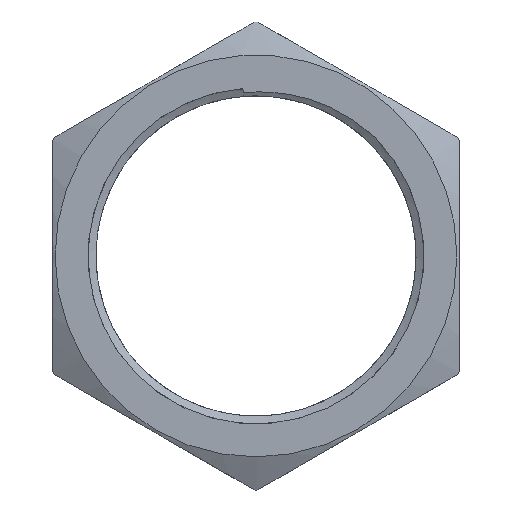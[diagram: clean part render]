
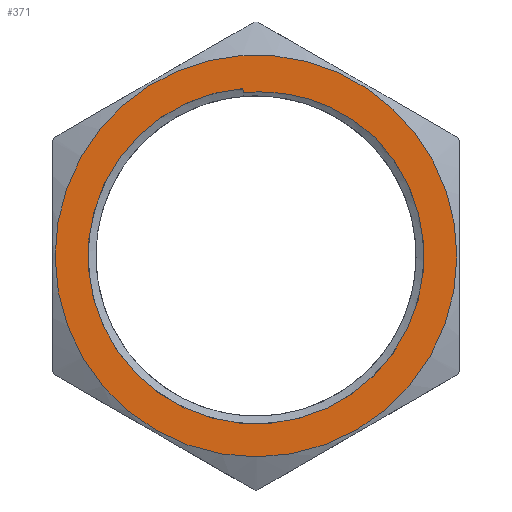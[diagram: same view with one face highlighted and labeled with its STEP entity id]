
A CAD part, top view. The second image highlights one B-rep face of the part: STEP entity #371.
In plain terms, the highlighted planar face has unit normal (0, 0, 1).
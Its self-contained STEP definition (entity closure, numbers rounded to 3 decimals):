
#18=FACE_BOUND('',#112,.T.);
#34=CIRCLE('',#384,16.511);
#36=CIRCLE('',#393,19.75);
#66=PLANE('',#415);
#87=FACE_OUTER_BOUND('',#111,.T.);
#111=EDGE_LOOP('',(#345));
#112=EDGE_LOOP('',(#346,#347,#348));
#114=LINE('',#736,#131);
#131=VECTOR('',#421,10.);
#153=B_SPLINE_CURVE_WITH_KNOTS('',3,(#1057,#1058,#1059,#1060,#1061,#1062,
#1063),.UNSPECIFIED.,.F.,.F.,(4,3,4),(-1.418,-0.784,
0.),.UNSPECIFIED.);
#158=VERTEX_POINT('',#734);
#159=VERTEX_POINT('',#735);
#163=VERTEX_POINT('',#950);
#188=VERTEX_POINT('',#1146);
#194=EDGE_CURVE('',#158,#159,#114,.T.);
#202=EDGE_CURVE('',#163,#158,#153,.T.);
#203=EDGE_CURVE('',#163,#159,#34,.T.);
#229=EDGE_CURVE('',#188,#188,#36,.T.);
#345=ORIENTED_EDGE('',*,*,#229,.F.);
#346=ORIENTED_EDGE('',*,*,#203,.T.);
#347=ORIENTED_EDGE('',*,*,#194,.F.);
#348=ORIENTED_EDGE('',*,*,#202,.F.);
#371=ADVANCED_FACE('',(#87,#18),#66,.T.);
#384=AXIS2_PLACEMENT_3D('',#1065,#431,#432);
#393=AXIS2_PLACEMENT_3D('',#1147,#461,#462);
#415=AXIS2_PLACEMENT_3D('',#1170,#505,#506);
#421=DIRECTION('',(-0.078,0.997,0.));
#431=DIRECTION('center_axis',(0.,0.,-1.));
#432=DIRECTION('ref_axis',(-1.,0.,0.));
#461=DIRECTION('center_axis',(0.,0.,-1.));
#462=DIRECTION('ref_axis',(-1.,0.,0.));
#505=DIRECTION('center_axis',(0.,0.,1.));
#506=DIRECTION('ref_axis',(1.,0.,0.));
#734=CARTESIAN_POINT('',(-1.255,16.034,4.75));
#735=CARTESIAN_POINT('',(-1.288,16.461,4.75));
#736=CARTESIAN_POINT('',(-0.634,8.099,4.75));
#950=CARTESIAN_POINT('',(11.726,11.624,4.75));
#1057=CARTESIAN_POINT('Ctrl Pts',(11.726,11.624,4.75));
#1058=CARTESIAN_POINT('Ctrl Pts',(10.192,13.079,4.75));
#1059=CARTESIAN_POINT('Ctrl Pts',(8.381,14.238,4.75));
#1060=CARTESIAN_POINT('Ctrl Pts',(6.417,15.008,4.75));
#1061=CARTESIAN_POINT('Ctrl Pts',(3.989,15.96,4.75));
#1062=CARTESIAN_POINT('Ctrl Pts',(1.342,16.318,4.75));
#1063=CARTESIAN_POINT('Ctrl Pts',(-1.255,16.034,4.75));
#1065=CARTESIAN_POINT('Origin',(0.,0.,4.75));
#1146=CARTESIAN_POINT('',(19.75,0.,4.75));
#1147=CARTESIAN_POINT('Origin',(0.,0.,4.75));
#1170=CARTESIAN_POINT('Origin',(19.918,-11.5,4.75));
